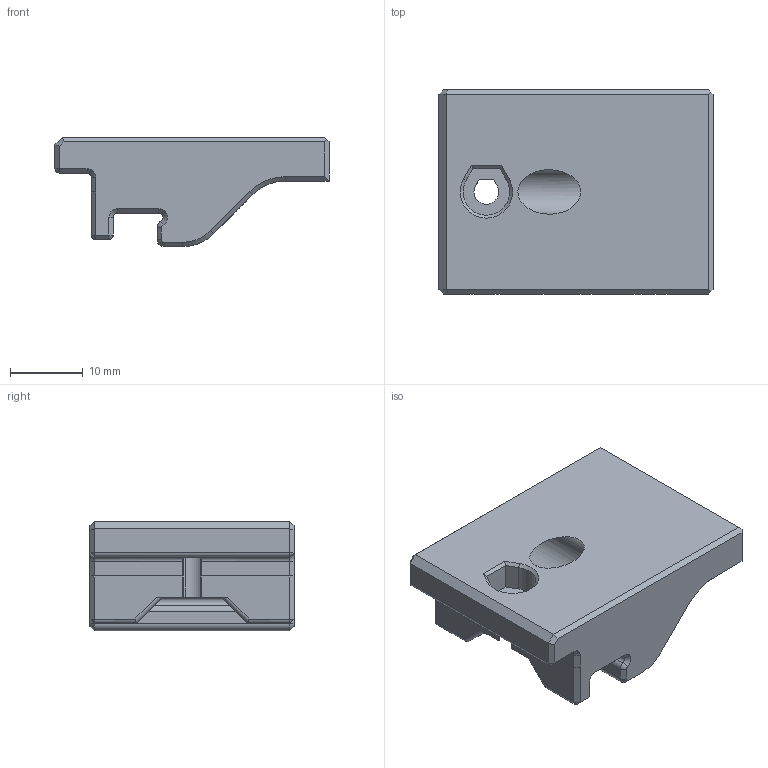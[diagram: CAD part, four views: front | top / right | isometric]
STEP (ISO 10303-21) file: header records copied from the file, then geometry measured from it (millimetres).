
FILE_DESCRIPTION(/* description */ (''),/* implementation_level */ '2;1');
FILE_NAME(/* name */ '1515 BTT SFS Mount Bracket.step',/* time_stamp */ '2024-08-25T15:32:34-05:00',/* author */ (''),/* organization */ (''),/* preprocessor_version */ 'ST-DEVELOPER v20',/* originating_system */ 'Autodesk Translation Framework v13.14.0.145',/* authorisation */ '');
FILE_SCHEMA (('AUTOMOTIVE_DESIGN { 1 0 10303 214 3 1 1 }'));
Length unit declared in the file: millimetre
Products named in the file (1): Bowden_Tube_Holder
Bounding box: 37.6 x 28 x 15 mm (x, y, z)
Volume: 9485.3 mm3; surface area: 3826 mm2
Topology: 1 solids, 1 shells, 119 faces, 283 edges, 161 vertices
Faces by surface type: plane 65, cylinder 24, cone 23, bspline 7
Full cylindrical faces by diameter (mm): 3.4 x1, 6.1 x1
Entity records: 4166 total; most frequent: CARTESIAN_POINT 1447, ORIENTED_EDGE 554, DIRECTION 546, EDGE_CURVE 277, LINE 202, VECTOR 202, AXIS2_PLACEMENT_3D 172, VERTEX_POINT 161
